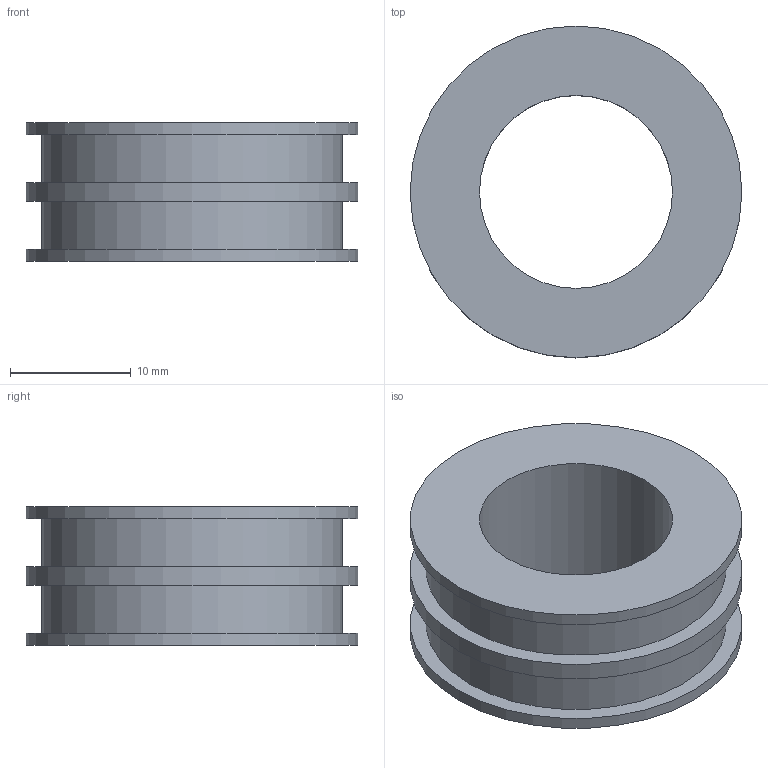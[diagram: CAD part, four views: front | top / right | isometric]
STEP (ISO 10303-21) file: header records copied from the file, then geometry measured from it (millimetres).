
FILE_DESCRIPTION(/* description */ (''),/* implementation_level */ '2;1');
FILE_NAME(/* name */ '4ee4652a-6d84-4ca6-8dac-63b0a9358437.stp',/* time_stamp */ '2021-05-29T18:18:12+00:00',/* author */ (''),/* organization */ (''),/* preprocessor_version */ 'ST-DEVELOPER v18.1',/* originating_system */ 'Autodesk Translation Framework v10.9.0.1377',/* authorisation */ '');
FILE_SCHEMA (('AUTOMOTIVE_DESIGN { 1 0 10303 214 3 1 1 }'));
Length unit declared in the file: millimetre
Products named in the file (1): Pulley-40T-Bearing-REL1
Bounding box: 27.5 x 27.5 x 11.5 mm (x, y, z)
Volume: 3662.3 mm3; surface area: 2720 mm2
Topology: 1 solids, 1 shells, 12 faces, 18 edges, 12 vertices
Faces by surface type: cylinder 6, plane 6
Full cylindrical faces by diameter (mm): 16 x1, 24.9 x2, 27.5 x3
Entity records: 311 total; most frequent: DIRECTION 56, CARTESIAN_POINT 43, ORIENTED_EDGE 36, AXIS2_PLACEMENT_3D 25, EDGE_LOOP 18, EDGE_CURVE 18, FACE_OUTER_BOUND 12, CIRCLE 12
